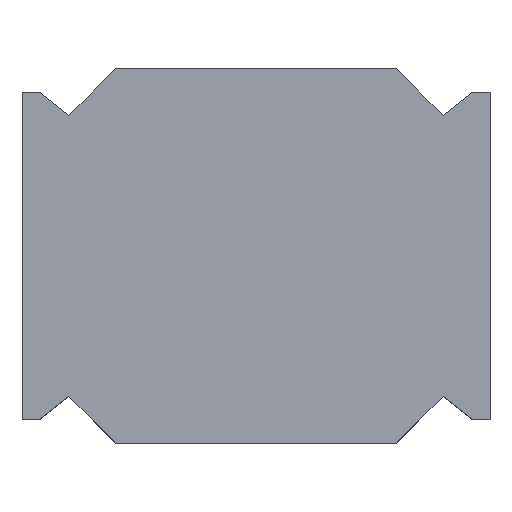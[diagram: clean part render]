
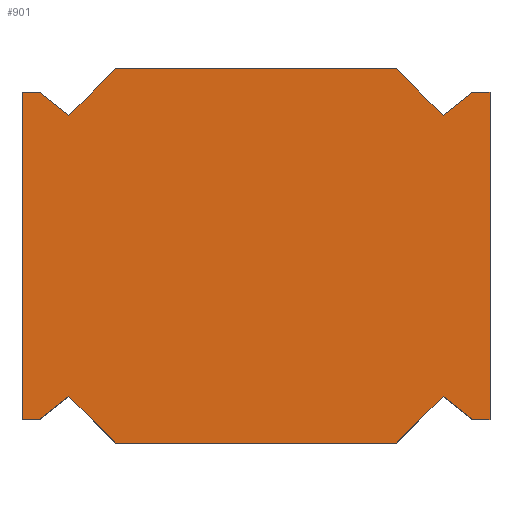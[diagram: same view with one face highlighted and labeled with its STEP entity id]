
A CAD part, top view. The second image highlights one B-rep face of the part: STEP entity #901.
In plain terms, the highlighted planar face has unit normal (0, 0, 1).
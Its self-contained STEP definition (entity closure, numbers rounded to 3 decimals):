
#70=FACE_OUTER_BOUND('',#117,.T.);
#117=EDGE_LOOP('',(#778,#779,#780,#781,#782,#783,#784,#785,#786,#787,#788,
#789,#790,#791,#792,#793));
#193=LINE('',#1411,#313);
#196=LINE('',#1417,#316);
#199=LINE('',#1423,#319);
#202=LINE('',#1429,#322);
#205=LINE('',#1435,#325);
#208=LINE('',#1441,#328);
#211=LINE('',#1447,#331);
#214=LINE('',#1453,#334);
#217=LINE('',#1459,#337);
#220=LINE('',#1465,#340);
#223=LINE('',#1471,#343);
#226=LINE('',#1477,#346);
#229=LINE('',#1483,#349);
#232=LINE('',#1489,#352);
#235=LINE('',#1495,#355);
#238=LINE('',#1499,#358);
#313=VECTOR('',#1105,10.);
#316=VECTOR('',#1110,10.);
#319=VECTOR('',#1115,10.);
#322=VECTOR('',#1120,10.);
#325=VECTOR('',#1125,10.);
#328=VECTOR('',#1130,10.);
#331=VECTOR('',#1135,10.);
#334=VECTOR('',#1140,10.);
#337=VECTOR('',#1145,10.);
#340=VECTOR('',#1150,10.);
#343=VECTOR('',#1155,10.);
#346=VECTOR('',#1160,10.);
#349=VECTOR('',#1165,10.);
#352=VECTOR('',#1170,10.);
#355=VECTOR('',#1175,10.);
#358=VECTOR('',#1180,10.);
#411=VERTEX_POINT('',#1408);
#412=VERTEX_POINT('',#1410);
#414=VERTEX_POINT('',#1416);
#416=VERTEX_POINT('',#1422);
#418=VERTEX_POINT('',#1428);
#420=VERTEX_POINT('',#1434);
#422=VERTEX_POINT('',#1440);
#424=VERTEX_POINT('',#1446);
#426=VERTEX_POINT('',#1452);
#428=VERTEX_POINT('',#1458);
#430=VERTEX_POINT('',#1464);
#432=VERTEX_POINT('',#1470);
#434=VERTEX_POINT('',#1476);
#436=VERTEX_POINT('',#1482);
#438=VERTEX_POINT('',#1488);
#440=VERTEX_POINT('',#1494);
#518=EDGE_CURVE('',#412,#411,#193,.T.);
#521=EDGE_CURVE('',#414,#412,#196,.T.);
#524=EDGE_CURVE('',#416,#414,#199,.T.);
#527=EDGE_CURVE('',#418,#416,#202,.T.);
#530=EDGE_CURVE('',#420,#418,#205,.T.);
#533=EDGE_CURVE('',#422,#420,#208,.T.);
#536=EDGE_CURVE('',#424,#422,#211,.T.);
#539=EDGE_CURVE('',#426,#424,#214,.T.);
#542=EDGE_CURVE('',#428,#426,#217,.T.);
#545=EDGE_CURVE('',#430,#428,#220,.T.);
#548=EDGE_CURVE('',#432,#430,#223,.T.);
#551=EDGE_CURVE('',#434,#432,#226,.T.);
#554=EDGE_CURVE('',#436,#434,#229,.T.);
#557=EDGE_CURVE('',#438,#436,#232,.T.);
#560=EDGE_CURVE('',#440,#438,#235,.T.);
#563=EDGE_CURVE('',#411,#440,#238,.T.);
#778=ORIENTED_EDGE('',*,*,#563,.T.);
#779=ORIENTED_EDGE('',*,*,#560,.T.);
#780=ORIENTED_EDGE('',*,*,#557,.T.);
#781=ORIENTED_EDGE('',*,*,#554,.T.);
#782=ORIENTED_EDGE('',*,*,#551,.T.);
#783=ORIENTED_EDGE('',*,*,#548,.T.);
#784=ORIENTED_EDGE('',*,*,#545,.T.);
#785=ORIENTED_EDGE('',*,*,#542,.T.);
#786=ORIENTED_EDGE('',*,*,#539,.T.);
#787=ORIENTED_EDGE('',*,*,#536,.T.);
#788=ORIENTED_EDGE('',*,*,#533,.T.);
#789=ORIENTED_EDGE('',*,*,#530,.T.);
#790=ORIENTED_EDGE('',*,*,#527,.T.);
#791=ORIENTED_EDGE('',*,*,#524,.T.);
#792=ORIENTED_EDGE('',*,*,#521,.T.);
#793=ORIENTED_EDGE('',*,*,#518,.T.);
#854=PLANE('',#965);
#901=ADVANCED_FACE('',(#70),#854,.T.);
#965=AXIS2_PLACEMENT_3D('',#1500,#1181,#1182);
#1105=DIRECTION('',(-1.,0.,0.));
#1110=DIRECTION('',(-0.781,0.625,0.));
#1115=DIRECTION('',(-0.707,-0.707,0.));
#1120=DIRECTION('',(-1.,0.,0.));
#1125=DIRECTION('',(-0.707,0.707,0.));
#1130=DIRECTION('',(-0.781,-0.625,0.));
#1135=DIRECTION('',(-1.,0.,0.));
#1140=DIRECTION('',(0.,1.,0.));
#1145=DIRECTION('',(1.,0.,0.));
#1150=DIRECTION('',(0.781,-0.625,0.));
#1155=DIRECTION('',(0.707,0.707,0.));
#1160=DIRECTION('',(1.,0.,0.));
#1165=DIRECTION('',(0.707,-0.707,0.));
#1170=DIRECTION('',(0.781,0.625,0.));
#1175=DIRECTION('',(1.,0.,0.));
#1180=DIRECTION('',(0.,-1.,0.));
#1181=DIRECTION('center_axis',(0.,0.,1.));
#1182=DIRECTION('ref_axis',(1.,0.,0.));
#1408=CARTESIAN_POINT('',(-1.,0.7,0.95));
#1410=CARTESIAN_POINT('',(-0.925,0.7,0.95));
#1411=CARTESIAN_POINT('',(-0.925,0.7,0.95));
#1416=CARTESIAN_POINT('',(-0.8,0.6,0.95));
#1417=CARTESIAN_POINT('',(-0.8,0.6,0.95));
#1422=CARTESIAN_POINT('',(-0.6,0.8,0.95));
#1423=CARTESIAN_POINT('',(-0.6,0.8,0.95));
#1428=CARTESIAN_POINT('',(0.6,0.8,0.95));
#1429=CARTESIAN_POINT('',(0.6,0.8,0.95));
#1434=CARTESIAN_POINT('',(0.8,0.6,0.95));
#1435=CARTESIAN_POINT('',(0.8,0.6,0.95));
#1440=CARTESIAN_POINT('',(0.925,0.7,0.95));
#1441=CARTESIAN_POINT('',(0.925,0.7,0.95));
#1446=CARTESIAN_POINT('',(1.,0.7,0.95));
#1447=CARTESIAN_POINT('',(1.,0.7,0.95));
#1452=CARTESIAN_POINT('',(1.,-0.7,0.95));
#1453=CARTESIAN_POINT('',(1.,-0.7,0.95));
#1458=CARTESIAN_POINT('',(0.925,-0.7,0.95));
#1459=CARTESIAN_POINT('',(0.925,-0.7,0.95));
#1464=CARTESIAN_POINT('',(0.8,-0.6,0.95));
#1465=CARTESIAN_POINT('',(0.8,-0.6,0.95));
#1470=CARTESIAN_POINT('',(0.6,-0.8,0.95));
#1471=CARTESIAN_POINT('',(0.6,-0.8,0.95));
#1476=CARTESIAN_POINT('',(-0.6,-0.8,0.95));
#1477=CARTESIAN_POINT('',(-0.6,-0.8,0.95));
#1482=CARTESIAN_POINT('',(-0.8,-0.6,0.95));
#1483=CARTESIAN_POINT('',(-0.8,-0.6,0.95));
#1488=CARTESIAN_POINT('',(-0.925,-0.7,0.95));
#1489=CARTESIAN_POINT('',(-0.925,-0.7,0.95));
#1494=CARTESIAN_POINT('',(-1.,-0.7,0.95));
#1495=CARTESIAN_POINT('',(-1.,-0.7,0.95));
#1499=CARTESIAN_POINT('',(-1.,0.7,0.95));
#1500=CARTESIAN_POINT('Origin',(0.,0.,0.95));
